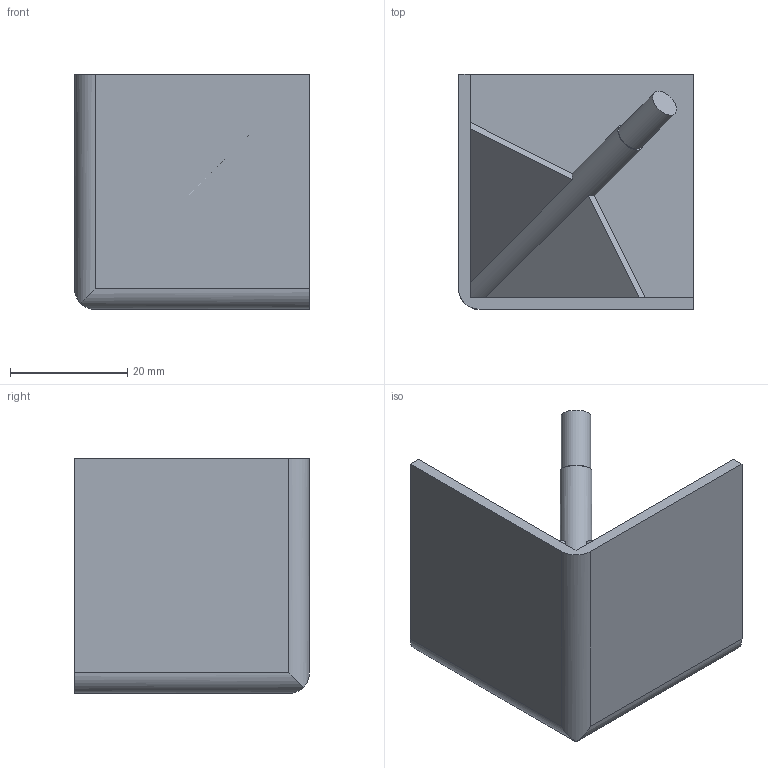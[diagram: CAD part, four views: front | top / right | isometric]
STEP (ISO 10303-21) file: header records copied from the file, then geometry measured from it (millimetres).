
FILE_DESCRIPTION(/* description */ ('STEP AP214'),/* implementation_level */ '2;1');
FILE_NAME(/* name */ '1025955.stp',/* time_stamp */ '2024-05-07T11:54:30+02:00',/* author */ ('b.steehouwer'),/* organization */ ('CADENAS'),/* preprocessor_version */ 'ST-DEVELOPER v18.1',/* originating_system */ 'Autodesk Inventor 2021',/* authorisation */ ' ');
FILE_SCHEMA (('AUTOMOTIVE_DESIGN { 1 0 10303 214 3 1 1 }'));
Length unit declared in the file: millimetre
Products named in the file (1): 1025955
Bounding box: 40 x 40 x 40 mm (x, y, z)
Volume: 11492.8 mm3; surface area: 12025.5 mm2
Topology: 1 solids, 1 shells, 25 faces, 66 edges, 44 vertices
Faces by surface type: plane 20, cylinder 5
Full cylindrical faces by diameter (mm): 5 x1, 5.4 x1
Entity records: 829 total; most frequent: DIRECTION 137, CARTESIAN_POINT 136, ORIENTED_EDGE 132, EDGE_CURVE 66, LINE 47, VECTOR 47, AXIS2_PLACEMENT_3D 45, VERTEX_POINT 44
